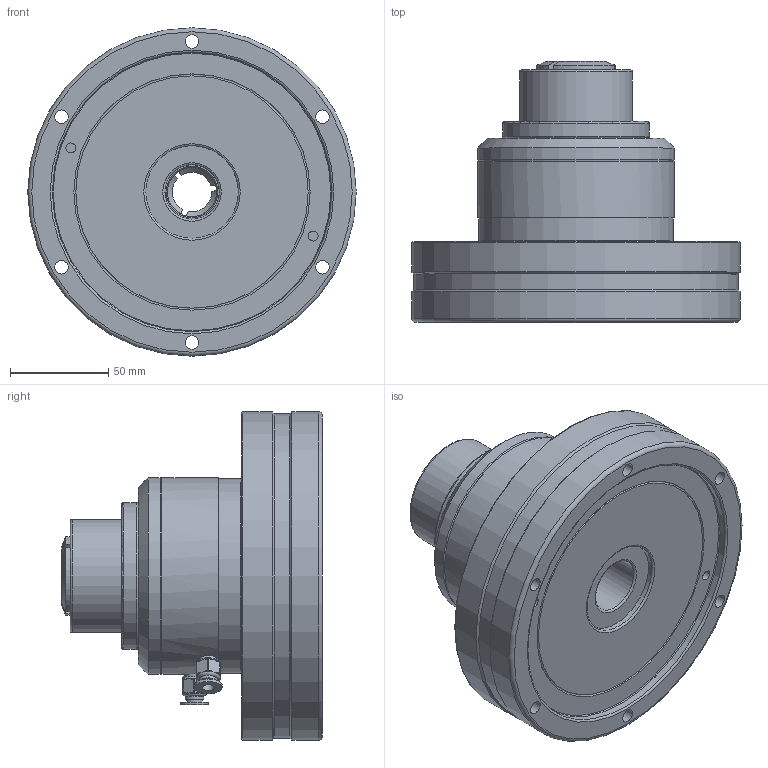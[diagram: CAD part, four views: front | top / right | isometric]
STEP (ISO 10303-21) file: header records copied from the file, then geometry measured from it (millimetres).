
FILE_DESCRIPTION (( 'STEP AP214' ), '1' );
FILE_NAME ('GAL-25+YB-25.STEP', '2024-11-11T02:46:03', ( '' ), ( '' ), 'SwSTEP 2.0', 'SolidWorks 2023', '' );
FILE_SCHEMA (( 'AUTOMOTIVE_DESIGN' ));
Length unit declared in the file: millimetre
Products named in the file (3): GAL-25; YB-25; GAL-25+YB-25
Assembly tree (2 placements, depth 2):
  GAL-25+YB-25
    GAL-25
    YB-25
Bounding box: 166.8 x 132.5 x 166.8 mm (x, y, z)
Volume: 1255561.9 mm3; surface area: 147607.2 mm2
Topology: 5 solids, 5 shells, 449 faces, 1207 edges, 741 vertices
Faces by surface type: cylinder 162, plane 129, bspline 83, cone 31, sphere 24, torus 20
Full cylindrical faces by diameter (mm): 3.3 x8, 4.5 x4, 5 x2, 6 x2, 6.9 x6, 7.5 x4, 8 x2, 9 x4, 9.093 x2, 9.5 x2, 10 x2, 11.9 x6, 25 x1, 27.7 x1, 31.003 x1, 47 x1, 51.7 x1, 52 x1, 57.3 x1, 74.45 x1, 99 x1, 100 x2, 142 x1, 164.8 x1, 166.8 x2
Entity records: 33771 total; most frequent: CARTESIAN_POINT 19705, ORIENTED_EDGE 2022, DIRECTION 1892, EDGE_CURVE 1011, AXIS2_PLACEMENT_3D 765, VERTEX_POINT 708, EDGE_LOOP 615, FACE_OUTER_BOUND 532
